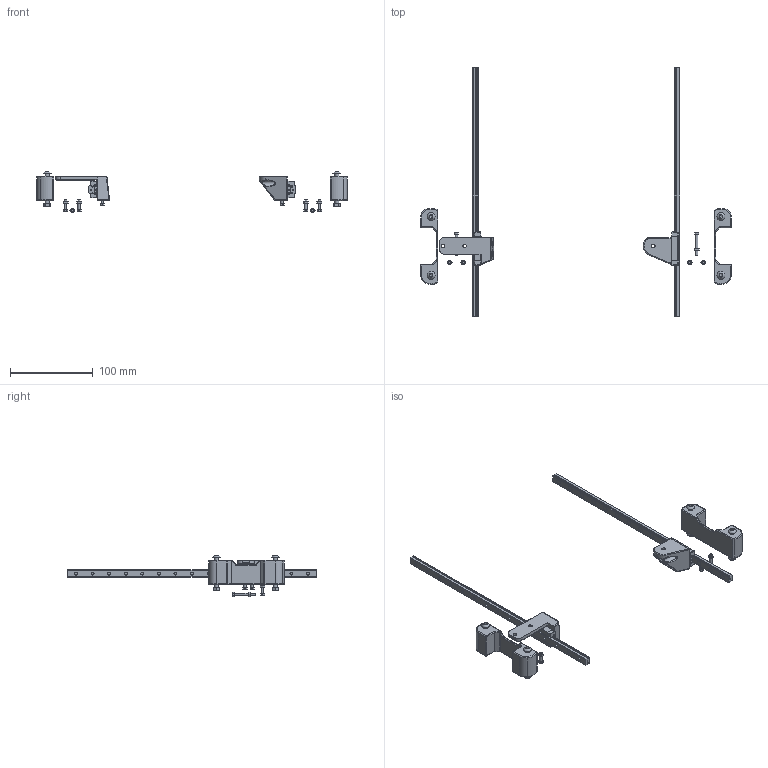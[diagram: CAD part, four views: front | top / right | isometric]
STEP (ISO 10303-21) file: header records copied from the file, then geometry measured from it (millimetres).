
FILE_DESCRIPTION(/* description */ (''),/* implementation_level */ '2;1');
FILE_NAME(/* name */ 'V3_MGN9h.step',/* time_stamp */ '2022-07-14T12:44:15+02:00',/* author */ (''),/* organization */ (''),/* preprocessor_version */ 'ST-DEVELOPER v19',/* originating_system */ 'Autodesk Translation Framework v11.7.0.108',/* authorisation */ '');
FILE_SCHEMA (('AUTOMOTIVE_DESIGN { 1 0 10303 214 3 1 1 }'));
Length unit declared in the file: millimetre
Products named in the file (17): V3_MGN9h; RightV3.3 (MGN); LeftV3.3 (MGN); Fasteners (MGN); M5X40 Button Head Screw (MGN); M5 Self-locking nut (MGN); M3X20 SHCS (MGN); M3X10 SHCS (MGN); M3X25 SHCS (MGN); M3X12 SHCS (MGN); M3 Hexut (MGN); Right_MGN_9H; MGN09H1R300Z0HM_FILE_1; MGN09H1R300Z0HM_FILE; Left_MGN_9H; MGN09H1R300Z0HM_FILE_1 (1); MGN09H1R300Z0HM_FILE (1)
Assembly tree (45 placements, depth 3):
  V3_MGN9h
    RightV3.3 (MGN)
    LeftV3.3 (MGN)
    Fasteners (MGN)
      M5X40 Button Head Screw (MGN)  x4
      M5 Self-locking nut (MGN)  x4
      M3X20 SHCS (MGN)  x4
      M3 Hexut (MGN)  x10
      M3X10 SHCS (MGN)  x8
      M3X25 SHCS (MGN)  x2
      M3X12 SHCS (MGN)  x4
    Right_MGN_9H
      MGN09H1R300Z0HM_FILE_1
      MGN09H1R300Z0HM_FILE
    Left_MGN_9H
      MGN09H1R300Z0HM_FILE_1 (1)
      MGN09H1R300Z0HM_FILE (1)
Bounding box: 375.32 x 300 x 49.85 mm (x, y, z)
Volume: 136091.7 mm3; surface area: 73482.9 mm2
Topology: 44 solids, 48 shells, 1740 faces, 4047 edges, 2531 vertices
Faces by surface type: plane 1113, cylinder 404, cone 100, bspline 60, torus 43, sphere 20
Full cylindrical faces by diameter (mm): 1.2 x4, 1.6 x4, 2.3 x8, 2.5 x8, 3 x28, 3.3 x12, 3.5 x34, 4.134 x4, 4.3 x3, 5 x14, 5.1 x2, 5.421 x2, 5.5 x8, 6 x60, 6.5 x8, 7.78 x8, 8 x3
Entity records: 38888 total; most frequent: CARTESIAN_POINT 9534, DIRECTION 5987, ORIENTED_EDGE 5782, EDGE_CURVE 2891, AXIS2_PLACEMENT_3D 2067, VERTEX_POINT 1855, LINE 1853, VECTOR 1853
